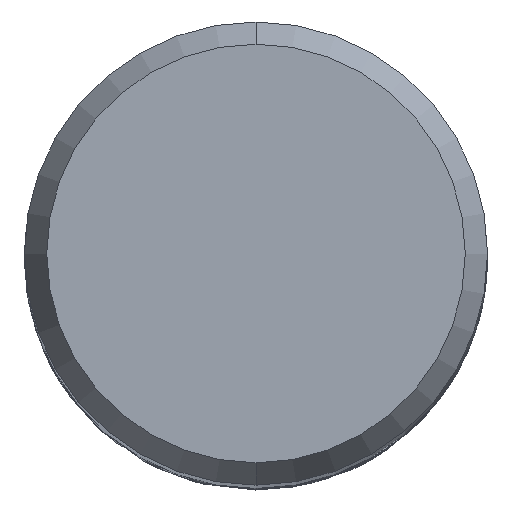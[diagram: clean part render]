
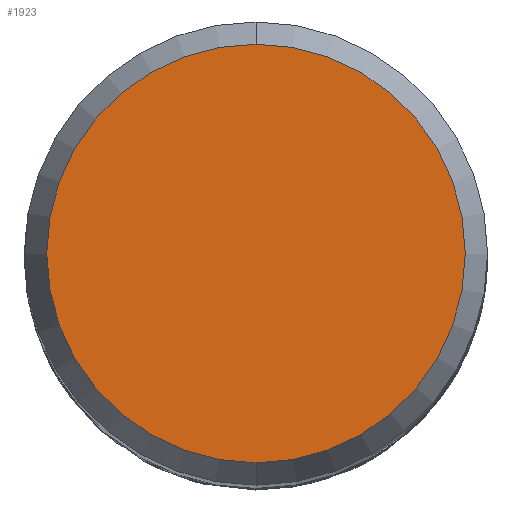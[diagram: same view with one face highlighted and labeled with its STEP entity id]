
A CAD part, top view. The second image highlights one B-rep face of the part: STEP entity #1923.
In plain terms, the highlighted planar face has unit normal (0, 0, 1).
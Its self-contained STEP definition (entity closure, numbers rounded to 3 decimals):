
#1269=VERTEX_POINT('',#2817);
#1301=EDGE_CURVE('',#1355,#1269,#2849,.T.);
#1355=VERTEX_POINT('',#2908);
#1923=ADVANCED_FACE('',(#3521),#3522,.T.);
#2185=EDGE_CURVE('',#1269,#1355,#3819,.T.);
#2817=CARTESIAN_POINT('',(0.,-5.423,0.0));
#2849=CIRCLE('',#8425,5.423);
#2908=CARTESIAN_POINT('',(0.0,5.423,0.0));
#3521=FACE_OUTER_BOUND('',#15196,.T.);
#3522=PLANE('',#15197);
#3819=CIRCLE('',#18309,5.423);
#8425=AXIS2_PLACEMENT_3D('',#19180,#19181,#19182);
#15196=EDGE_LOOP('',(#19817,#19818));
#15197=AXIS2_PLACEMENT_3D('',#19819,#19820,#19821);
#18309=AXIS2_PLACEMENT_3D('',#20265,#20266,#20267);
#19180=CARTESIAN_POINT('',(0.0,0.0,0.0));
#19181=DIRECTION('',(0.0,0.0,-1.0));
#19182=DIRECTION('',(0.0,1.0,0.0));
#19817=ORIENTED_EDGE('',*,*,#1301,.F.);
#19818=ORIENTED_EDGE('',*,*,#2185,.F.);
#19819=CARTESIAN_POINT('',(0.0,2.711,0.0));
#19820=DIRECTION('',(-0.0,0.0,1.0));
#19821=DIRECTION('',(0.0,-1.0,0.0));
#20265=CARTESIAN_POINT('',(0.0,0.0,0.0));
#20266=DIRECTION('',(0.0,0.0,-1.0));
#20267=DIRECTION('',(0.0,1.0,0.0));
